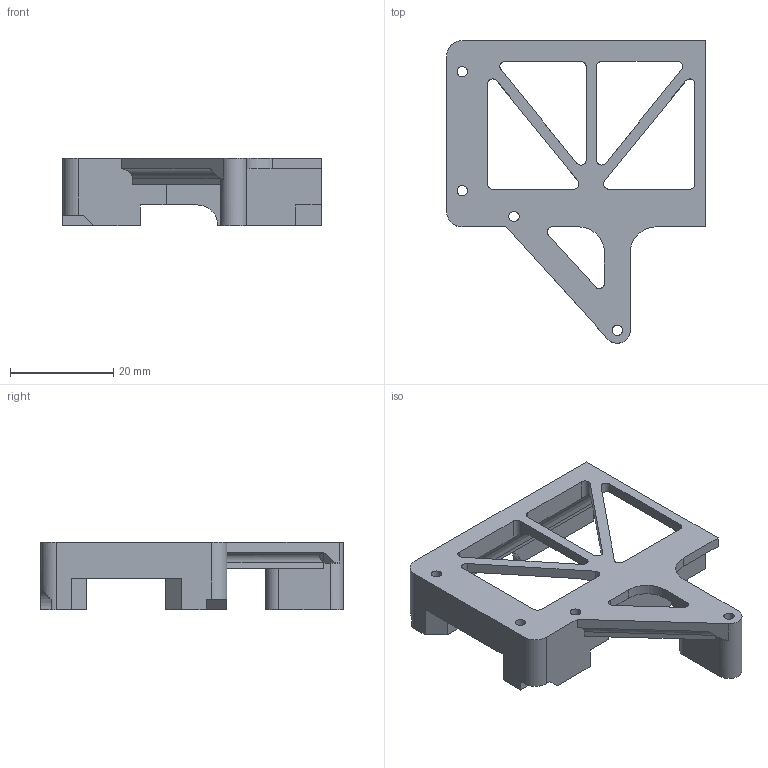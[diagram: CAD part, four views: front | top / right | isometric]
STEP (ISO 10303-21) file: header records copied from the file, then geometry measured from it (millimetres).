
FILE_DESCRIPTION(/* description */ (''),/* implementation_level */ '2;1');
FILE_NAME(/* name */ 'capture_holder_top.stp',/* time_stamp */ '2025-07-06T10:24:44+08:00',/* author */ ('Toby'),/* organization */ (''),/* preprocessor_version */ 'ST-DEVELOPER v18.1',/* originating_system */ 'Autodesk Inventor 2021',/* authorisation */ '');
FILE_SCHEMA (('AUTOMOTIVE_DESIGN { 1 0 10303 214 3 1 1 }'));
Length unit declared in the file: millimetre
Products named in the file (1): Part1
Bounding box: 50 x 58.5 x 13 mm (x, y, z)
Volume: 7506.7 mm3; surface area: 6535.2 mm2
Topology: 1 solids, 1 shells, 99 faces, 305 edges, 203 vertices
Faces by surface type: plane 64, cylinder 32, cone 2, bspline 1
Full cylindrical faces by diameter (mm): 2 x4
Entity records: 3590 total; most frequent: CARTESIAN_POINT 752, ORIENTED_EDGE 610, DIRECTION 562, EDGE_CURVE 305, LINE 216, VECTOR 216, VERTEX_POINT 203, AXIS2_PLACEMENT_3D 173
